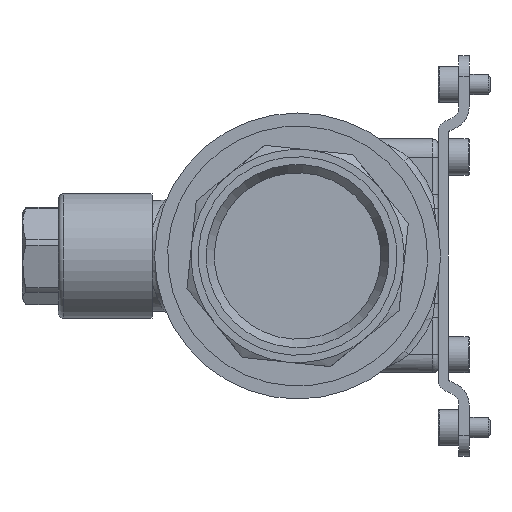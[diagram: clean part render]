
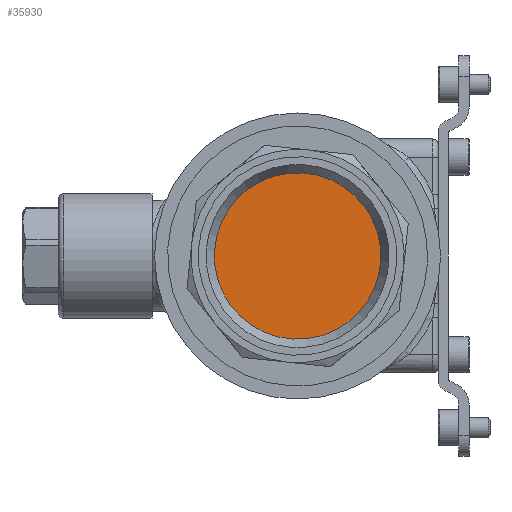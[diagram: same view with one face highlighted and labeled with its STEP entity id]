
A CAD part, left-side view. The second image highlights one B-rep face of the part: STEP entity #35930.
In plain terms, the highlighted planar face has unit normal (-1, 0, 0).
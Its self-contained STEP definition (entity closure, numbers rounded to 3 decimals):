
#887=PLANE('',#39498);
#4743=FACE_OUTER_BOUND('',#7081,.T.);
#7081=EDGE_LOOP('',(#26440,#26441));
#12972=CIRCLE('',#39499,16.);
#12973=CIRCLE('',#39500,16.);
#17189=VERTEX_POINT('',#57954);
#17190=VERTEX_POINT('',#57955);
#20863=EDGE_CURVE('',#17189,#17190,#12972,.T.);
#20864=EDGE_CURVE('',#17190,#17189,#12973,.T.);
#26440=ORIENTED_EDGE('',*,*,#20863,.T.);
#26441=ORIENTED_EDGE('',*,*,#20864,.T.);
#35930=ADVANCED_FACE('',(#4743),#887,.T.);
#39498=AXIS2_PLACEMENT_3D('',#57953,#46127,#46128);
#39499=AXIS2_PLACEMENT_3D('',#57956,#46129,#46130);
#39500=AXIS2_PLACEMENT_3D('',#57957,#46131,#46132);
#46127=DIRECTION('center_axis',(-1.,0.,0.));
#46128=DIRECTION('ref_axis',(0.,-0.284,-0.959));
#46129=DIRECTION('center_axis',(-1.,0.,0.));
#46130=DIRECTION('ref_axis',(0.,-0.444,-0.896));
#46131=DIRECTION('center_axis',(-1.,0.,0.));
#46132=DIRECTION('ref_axis',(0.,-0.444,-0.896));
#57953=CARTESIAN_POINT('Origin',(-29.3,0.,0.));
#57954=CARTESIAN_POINT('',(-29.3,-7.097,-14.34));
#57955=CARTESIAN_POINT('',(-29.3,7.097,14.34));
#57956=CARTESIAN_POINT('Origin',(-29.3,0.,0.));
#57957=CARTESIAN_POINT('Origin',(-29.3,0.,0.));
